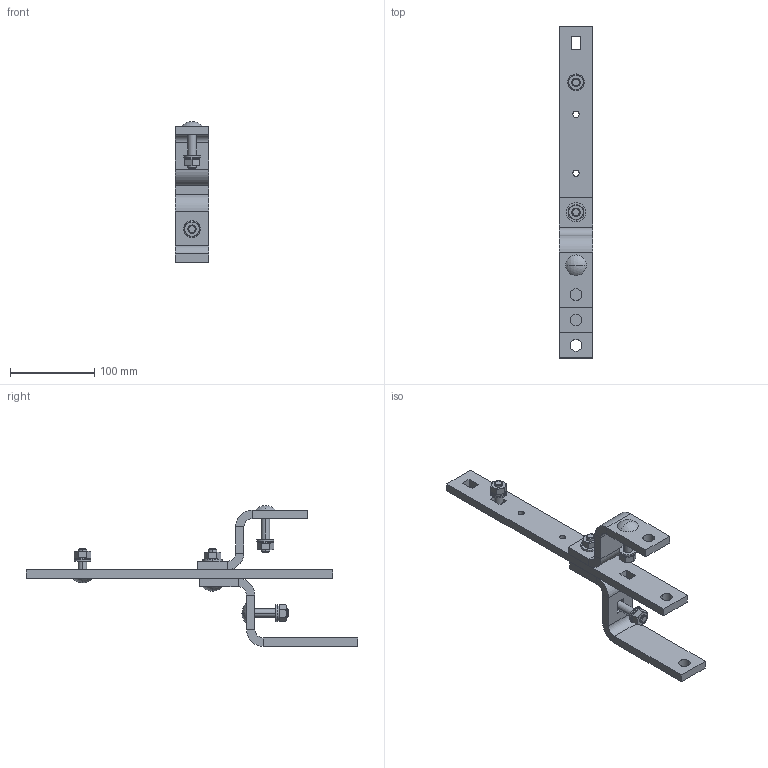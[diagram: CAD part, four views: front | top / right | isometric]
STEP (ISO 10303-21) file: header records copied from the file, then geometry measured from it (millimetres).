
FILE_DESCRIPTION(('STEP AP214'),'1');
FILE_NAME('cctmp_2A9A5069-1729-4432-A818-25FC6D98F710_2024_05_23_13_32_28_0444..stp','2024-05-23T11:32:28',('SIEMENS A&D'),('CADClick - www.CADClick.com'),'Spatial InterOp 3D',' ','unknown authorization');
FILE_SCHEMA(('AUTOMOTIVE_DESIGN'));
Length unit declared in the file: millimetre
Products named in the file (19): cc_unnamed; 2024_05_23_13_32_28_0422; 2024_05_23_13_32_28_0381; 2024_05_23_13_32_28_0340; 2024_05_23_13_32_28_0258; 2024_05_23_13_32_28_0218; 2024_05_23_13_32_28_0177; 2024_05_23_13_32_28_0137; 2024_05_23_13_32_28_0055; 2024_05_23_13_32_28_0014; 2024_05_23_13_32_27_0973; 2024_05_23_13_32_27_0932; 2024_05_23_13_32_27_0850; 2024_05_23_13_32_27_0810; 2024_05_23_13_32_27_0768; 2024_05_23_13_32_27_0728; 2024_05_23_13_32_27_0660; 2024_05_23_13_32_27_0627; 2024_05_23_13_32_27_0597
Assembly tree (18 placements, depth 2):
  cc_unnamed
    2024_05_23_13_32_28_0422
    2024_05_23_13_32_28_0381
    2024_05_23_13_32_28_0340
    2024_05_23_13_32_28_0258
    2024_05_23_13_32_28_0218
    2024_05_23_13_32_28_0177
    2024_05_23_13_32_28_0137
    2024_05_23_13_32_28_0055
    2024_05_23_13_32_28_0014
    2024_05_23_13_32_27_0973
    2024_05_23_13_32_27_0932
    2024_05_23_13_32_27_0850
    2024_05_23_13_32_27_0810
    2024_05_23_13_32_27_0768
    2024_05_23_13_32_27_0728
    2024_05_23_13_32_27_0660
    2024_05_23_13_32_27_0627
    2024_05_23_13_32_27_0597
Bounding box: 40 x 394.5 x 167.38 mm (x, y, z)
Volume: 327051.8 mm3; surface area: 102261 mm2
Topology: 18 solids, 18 shells, 284 faces, 632 edges, 396 vertices
Faces by surface type: plane 158, cylinder 70, cone 48, sphere 8
Entity records: 10740 total; most frequent: CARTESIAN_POINT 1523, DIRECTION 1394, ORIENTED_EDGE 1264, EDGE_CURVE 632, AXIS2_PLACEMENT_3D 507, VERTEX_POINT 396, LINE 380, VECTOR 380
